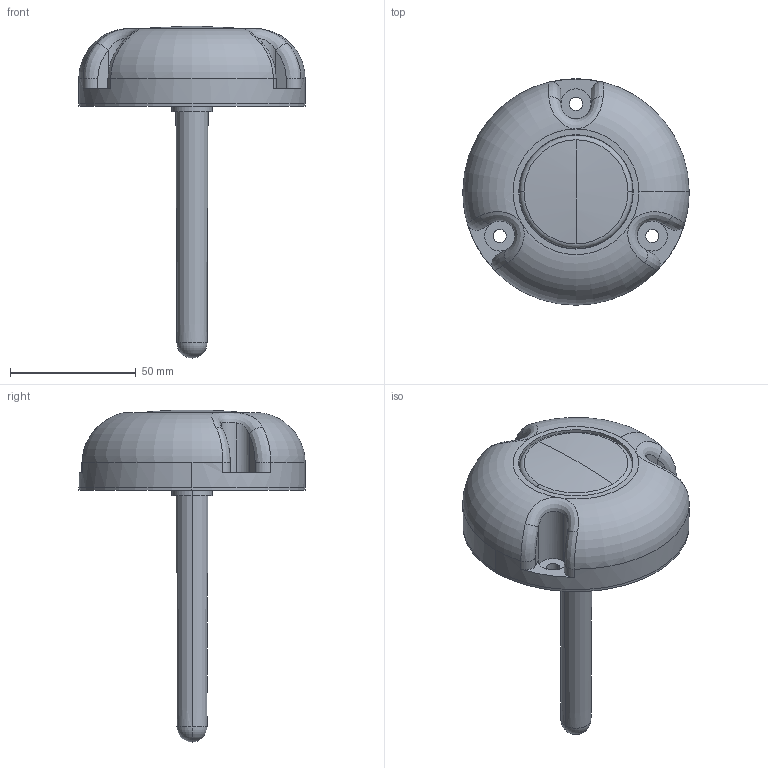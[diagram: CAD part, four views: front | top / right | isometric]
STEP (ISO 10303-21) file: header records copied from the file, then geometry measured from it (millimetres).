
FILE_DESCRIPTION (( 'STEP AP203' ), '1' );
FILE_NAME ('sone3D.STEP', '2017-11-01T07:42:47', ( '' ), ( '' ), 'SwSTEP 2.0', 'SolidWorks 2014', '' );
FILE_SCHEMA (( 'CONFIG_CONTROL_DESIGN' ));
Length unit declared in the file: millimetre
Products named in the file (4): FC-706カバー_; FC-706裏板_; FC-706押し棒_; sone3D
Assembly tree (3 placements, depth 2):
  sone3D
    FC-706カバー_
    FC-706押し棒_
    FC-706裏板_
Bounding box: 90 x 90 x 132 mm (x, y, z)
Volume: 128951.2 mm3; surface area: 44144.9 mm2
Topology: 3 solids, 3 shells, 82 faces, 198 edges, 124 vertices
Faces by surface type: cylinder 39, plane 20, bspline 9, torus 8, cone 4, sphere 2
Entity records: 3902 total; most frequent: CARTESIAN_POINT 1534, DIRECTION 443, ORIENTED_EDGE 392, EDGE_CURVE 196, AXIS2_PLACEMENT_3D 191, VERTEX_POINT 124, CIRCLE 112, EDGE_LOOP 102
